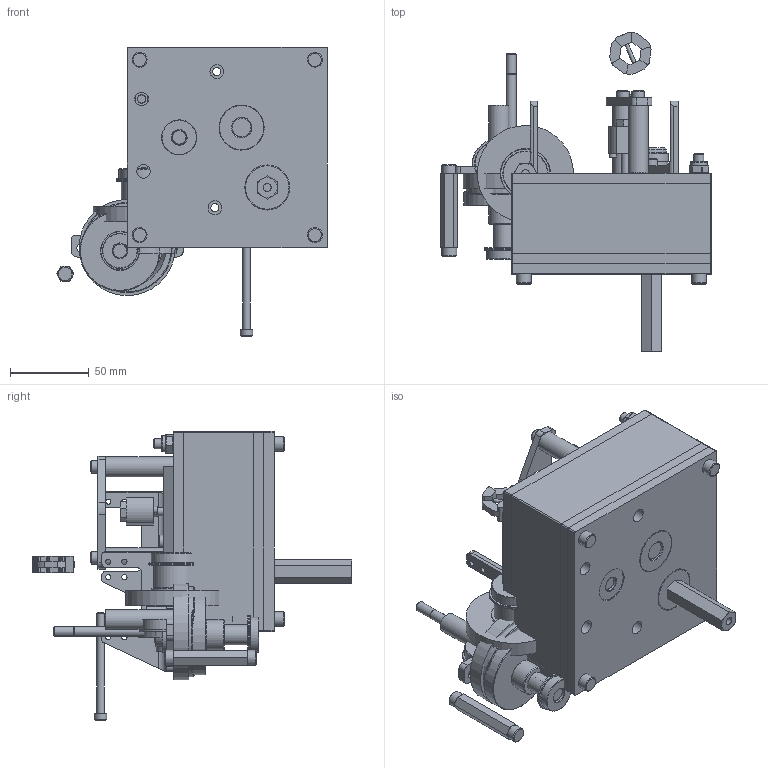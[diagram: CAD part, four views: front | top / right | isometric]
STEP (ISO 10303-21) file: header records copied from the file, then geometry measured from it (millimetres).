
FILE_DESCRIPTION( ( 'Unknown' ), '1' );
FILE_NAME( 'super-shifter-asm-penumatic-hex.stp', 'Unknown', ( 'Unknown' ), ( 'Unknown' ), 'XStep 1.0', 'Unknown', ' ' );
FILE_SCHEMA( ( 'CONFIG_CONTROL_DESIGN' ) );
Length unit declared in the file: millimetre
Products named in the file (46): SS_Cluster_shaft; SS_Output_shaft_assy; Assem1; super_shifter_asm-hex; Shift-block; amshifter2_d09; amshifter2_d14; 67501726 0925x100 roll pin; 125x124x400_key; fr-8-zz; fr-6-zz; fr-6; super_d02; super_d07; r8 bearing; amshifter2_d05; amshifter2_d13; amshifter2_d11; 67353805 washer; super_d18; amshifter2_d21; super_d19; amshifter2_d03; r3 bearing; amshifter2_d08; 0625x3125_roll_pin; 4-40x0500_shcs; super_d06; super_d04; super_d11-v2; super_d05; super_d01; 14-20_nylock_nut; 14-20x3000_shcs; 14-20x2500_shcs; 94674A537_captive-nut; e4p-250-250-encoder; 10-32x0500_shcs; fr8zz-hex; super_d16 ...
Bounding box: 171.72 x 202.41 x 183.53 mm (x, y, z)
Volume: 1516593.7 mm3; surface area: 695305.9 mm2
Topology: 160 solids, 160 shells, 2683 faces, 6197 edges, 3899 vertices
Faces by surface type: plane 1247, cylinder 979, cone 280, sphere 116, bspline 42, torus 19
Full cylindrical faces by diameter (mm): 1.587 x8, 1.941 x6, 2.156 x8, 2.337 x8, 2.381 x4, 2.489 x6, 2.591 x4, 2.794 x7, 3.307 x12, 3.967 x12, 4.623 x7, 4.724 x4, 4.775 x9, 4.826 x3, 4.976 x13, 5.207 x18, 5.309 x4, 5.334 x4, 5.367 x6, 5.461 x4, 6.299 x3, 6.35 x13, 6.706 x21, 7.823 x5, 7.938 x3, 8.712 x12, 9.398 x10, 9.5 x12, 9.525 x15, 9.754 x3
Entity records: 20392 total; most frequent: CARTESIAN_POINT 3477, DIRECTION 3294, ORIENTED_EDGE 2562, AXIS2_PLACEMENT_3D 1311, EDGE_CURVE 1281, EDGE_LOOP 1056, VERTEX_POINT 936, FACE_OUTER_BOUND 804
